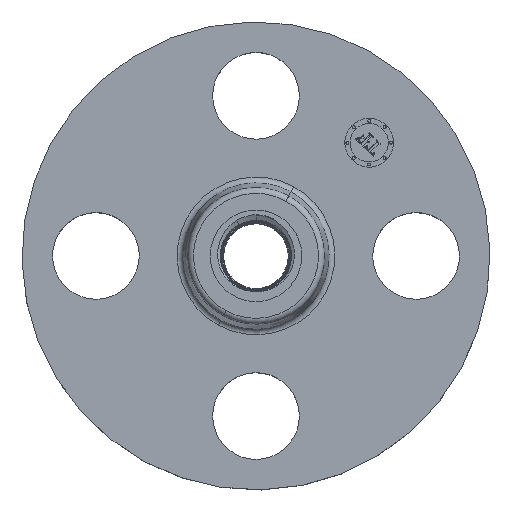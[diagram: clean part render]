
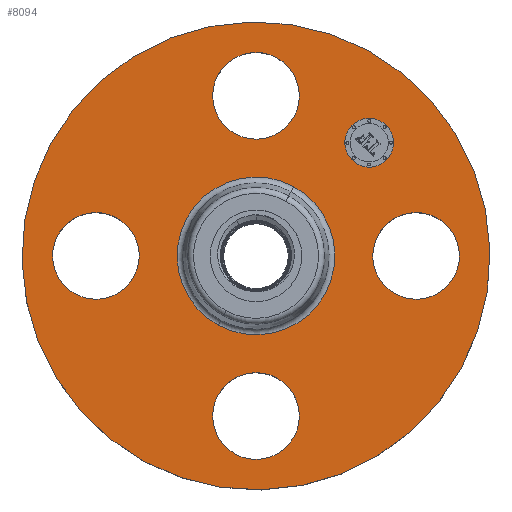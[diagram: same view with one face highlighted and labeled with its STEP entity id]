
A CAD part, top view. The second image highlights one B-rep face of the part: STEP entity #8094.
In plain terms, the highlighted planar face has unit normal (0, 0, 1).
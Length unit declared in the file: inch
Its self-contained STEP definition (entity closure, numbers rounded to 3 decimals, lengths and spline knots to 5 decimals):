
#362=AXIS2_PLACEMENT_3D('Circle Axis2P3D',#360,#361,$) ;
#379=AXIS2_PLACEMENT_3D('Circle Axis2P3D',#377,#378,$) ;
#412=AXIS2_PLACEMENT_3D('Circle Axis2P3D',#410,#411,$) ;
#436=AXIS2_PLACEMENT_3D('Circle Axis2P3D',#434,#435,$) ;
#453=AXIS2_PLACEMENT_3D('Circle Axis2P3D',#451,#452,$) ;
#488=AXIS2_PLACEMENT_3D('Circle Axis2P3D',#486,#487,$) ;
#725=AXIS2_PLACEMENT_3D('Circle Axis2P3D',#723,#724,$) ;
#737=AXIS2_PLACEMENT_3D('Circle Axis2P3D',#735,#736,$) ;
#768=AXIS2_PLACEMENT_3D('Circle Axis2P3D',#766,#767,$) ;
#780=AXIS2_PLACEMENT_3D('Circle Axis2P3D',#778,#779,$) ;
#811=AXIS2_PLACEMENT_3D('Circle Axis2P3D',#809,#810,$) ;
#823=AXIS2_PLACEMENT_3D('Circle Axis2P3D',#821,#822,$) ;
#8050=AXIS2_PLACEMENT_3D('Plane Axis2P3D',#8047,#8048,#8049) ;
#8078=AXIS2_PLACEMENT_3D('Circle Axis2P3D',#8076,#8077,$) ;
#8087=AXIS2_PLACEMENT_3D('Circle Axis2P3D',#8085,#8086,$) ;
#343=CARTESIAN_POINT('Vertex',(1.23886,0.21095,0.88)) ;
#357=CARTESIAN_POINT('Vertex',(2.01114,-0.21095,0.88)) ;
#360=CARTESIAN_POINT('Axis2P3D Location',(1.625,0.,0.88)) ;
#377=CARTESIAN_POINT('Axis2P3D Location',(1.625,0.,0.88)) ;
#407=CARTESIAN_POINT('Vertex',(-1.13864,-2.08426,0.88)) ;
#410=CARTESIAN_POINT('Axis2P3D Location',(0.,0.,0.88)) ;
#414=CARTESIAN_POINT('Vertex',(1.13864,2.08426,0.88)) ;
#434=CARTESIAN_POINT('Axis2P3D Location',(0.,0.,0.88)) ;
#451=CARTESIAN_POINT('Axis2P3D Location',(0.,0.,0.88)) ;
#455=CARTESIAN_POINT('Vertex',(0.38371,0.70237,0.88)) ;
#457=CARTESIAN_POINT('Vertex',(-0.38371,-0.70237,0.88)) ;
#486=CARTESIAN_POINT('Axis2P3D Location',(0.,0.,0.88)) ;
#713=CARTESIAN_POINT('Vertex',(-0.21095,1.23886,0.88)) ;
#720=CARTESIAN_POINT('Vertex',(0.21095,2.01114,0.88)) ;
#723=CARTESIAN_POINT('Axis2P3D Location',(0.,1.625,0.88)) ;
#735=CARTESIAN_POINT('Axis2P3D Location',(0.,1.625,0.88)) ;
#756=CARTESIAN_POINT('Vertex',(-1.23886,-0.21095,0.88)) ;
#763=CARTESIAN_POINT('Vertex',(-2.01114,0.21095,0.88)) ;
#766=CARTESIAN_POINT('Axis2P3D Location',(-1.625,0.,0.88)) ;
#778=CARTESIAN_POINT('Axis2P3D Location',(-1.625,0.,0.88)) ;
#799=CARTESIAN_POINT('Vertex',(0.21095,-1.23886,0.88)) ;
#806=CARTESIAN_POINT('Vertex',(-0.21095,-2.01114,0.88)) ;
#809=CARTESIAN_POINT('Axis2P3D Location',(0.,-1.625,0.88)) ;
#821=CARTESIAN_POINT('Axis2P3D Location',(0.,-1.625,0.88)) ;
#8047=CARTESIAN_POINT('Axis2P3D Location',(0.,2.375,0.88)) ;
#8076=CARTESIAN_POINT('Axis2P3D Location',(1.14905,1.14905,0.88)) ;
#8080=CARTESIAN_POINT('Vertex',(0.97404,1.32406,0.88)) ;
#8082=CARTESIAN_POINT('Vertex',(1.32406,0.97404,0.88)) ;
#8085=CARTESIAN_POINT('Axis2P3D Location',(1.14905,1.14905,0.88)) ;
#361=DIRECTION('Axis2P3D Direction',(0.,-0.,-0.039)) ;
#378=DIRECTION('Axis2P3D Direction',(0.,-0.,-0.039)) ;
#411=DIRECTION('Axis2P3D Direction',(0.,0.,-0.039)) ;
#435=DIRECTION('Axis2P3D Direction',(0.,0.,-0.039)) ;
#452=DIRECTION('Axis2P3D Direction',(0.,0.,-0.039)) ;
#487=DIRECTION('Axis2P3D Direction',(0.,0.,-0.039)) ;
#724=DIRECTION('Axis2P3D Direction',(0.,0.,-0.039)) ;
#736=DIRECTION('Axis2P3D Direction',(0.,0.,-0.039)) ;
#767=DIRECTION('Axis2P3D Direction',(-0.,0.,-0.039)) ;
#779=DIRECTION('Axis2P3D Direction',(-0.,0.,-0.039)) ;
#810=DIRECTION('Axis2P3D Direction',(0.,-0.,-0.039)) ;
#822=DIRECTION('Axis2P3D Direction',(0.,-0.,-0.039)) ;
#8048=DIRECTION('Axis2P3D Direction',(0.,0.,-0.039)) ;
#8049=DIRECTION('Axis2P3D XDirection',(0.039,0.,0.)) ;
#8077=DIRECTION('Axis2P3D Direction',(0.,0.,-0.039)) ;
#8086=DIRECTION('Axis2P3D Direction',(0.,0.,-0.039)) ;
#8053=ORIENTED_EDGE('',*,*,#438,.F.) ;
#8054=ORIENTED_EDGE('',*,*,#416,.F.) ;
#8057=ORIENTED_EDGE('',*,*,#364,.T.) ;
#8058=ORIENTED_EDGE('',*,*,#381,.T.) ;
#8061=ORIENTED_EDGE('',*,*,#490,.T.) ;
#8062=ORIENTED_EDGE('',*,*,#459,.T.) ;
#8065=ORIENTED_EDGE('',*,*,#825,.T.) ;
#8066=ORIENTED_EDGE('',*,*,#813,.T.) ;
#8069=ORIENTED_EDGE('',*,*,#782,.T.) ;
#8070=ORIENTED_EDGE('',*,*,#770,.T.) ;
#8073=ORIENTED_EDGE('',*,*,#739,.T.) ;
#8074=ORIENTED_EDGE('',*,*,#727,.T.) ;
#8091=ORIENTED_EDGE('',*,*,#8084,.T.) ;
#8092=ORIENTED_EDGE('',*,*,#8089,.T.) ;
#8059=FACE_BOUND('',#8056,.T.) ;
#8063=FACE_BOUND('',#8060,.T.) ;
#8067=FACE_BOUND('',#8064,.T.) ;
#8071=FACE_BOUND('',#8068,.T.) ;
#8075=FACE_BOUND('',#8072,.T.) ;
#8093=FACE_BOUND('',#8090,.T.) ;
#8094=ADVANCED_FACE('PartBody',(#8055,#8059,#8063,#8067,#8071,#8075,#8093),#8051,.F.) ;
#363=CIRCLE('generated circle',#362,0.44) ;
#380=CIRCLE('generated circle',#379,0.44) ;
#413=CIRCLE('generated circle',#412,2.375) ;
#437=CIRCLE('generated circle',#436,2.375) ;
#454=CIRCLE('generated circle',#453,0.80035) ;
#489=CIRCLE('generated circle',#488,0.80035) ;
#726=CIRCLE('generated circle',#725,0.44) ;
#738=CIRCLE('generated circle',#737,0.44) ;
#769=CIRCLE('generated circle',#768,0.44) ;
#781=CIRCLE('generated circle',#780,0.44) ;
#812=CIRCLE('generated circle',#811,0.44) ;
#824=CIRCLE('generated circle',#823,0.44) ;
#8079=CIRCLE('generated circle',#8078,0.2475) ;
#8088=CIRCLE('generated circle',#8087,0.2475) ;
#364=EDGE_CURVE('',#344,#358,#363,.T.) ;
#381=EDGE_CURVE('',#358,#344,#380,.T.) ;
#416=EDGE_CURVE('',#408,#415,#413,.T.) ;
#438=EDGE_CURVE('',#415,#408,#437,.T.) ;
#459=EDGE_CURVE('',#456,#458,#454,.T.) ;
#490=EDGE_CURVE('',#458,#456,#489,.T.) ;
#727=EDGE_CURVE('',#714,#721,#726,.T.) ;
#739=EDGE_CURVE('',#721,#714,#738,.T.) ;
#770=EDGE_CURVE('',#757,#764,#769,.T.) ;
#782=EDGE_CURVE('',#764,#757,#781,.T.) ;
#813=EDGE_CURVE('',#800,#807,#812,.T.) ;
#825=EDGE_CURVE('',#807,#800,#824,.T.) ;
#8084=EDGE_CURVE('',#8081,#8083,#8079,.T.) ;
#8089=EDGE_CURVE('',#8083,#8081,#8088,.T.) ;
#8052=EDGE_LOOP('',(#8053,#8054)) ;
#8056=EDGE_LOOP('',(#8057,#8058)) ;
#8060=EDGE_LOOP('',(#8061,#8062)) ;
#8064=EDGE_LOOP('',(#8065,#8066)) ;
#8068=EDGE_LOOP('',(#8069,#8070)) ;
#8072=EDGE_LOOP('',(#8073,#8074)) ;
#8090=EDGE_LOOP('',(#8091,#8092)) ;
#8055=FACE_OUTER_BOUND('',#8052,.T.) ;
#8051=PLANE('',#8050) ;
#344=VERTEX_POINT('',#343) ;
#358=VERTEX_POINT('',#357) ;
#408=VERTEX_POINT('',#407) ;
#415=VERTEX_POINT('',#414) ;
#456=VERTEX_POINT('',#455) ;
#458=VERTEX_POINT('',#457) ;
#714=VERTEX_POINT('',#713) ;
#721=VERTEX_POINT('',#720) ;
#757=VERTEX_POINT('',#756) ;
#764=VERTEX_POINT('',#763) ;
#800=VERTEX_POINT('',#799) ;
#807=VERTEX_POINT('',#806) ;
#8081=VERTEX_POINT('',#8080) ;
#8083=VERTEX_POINT('',#8082) ;
